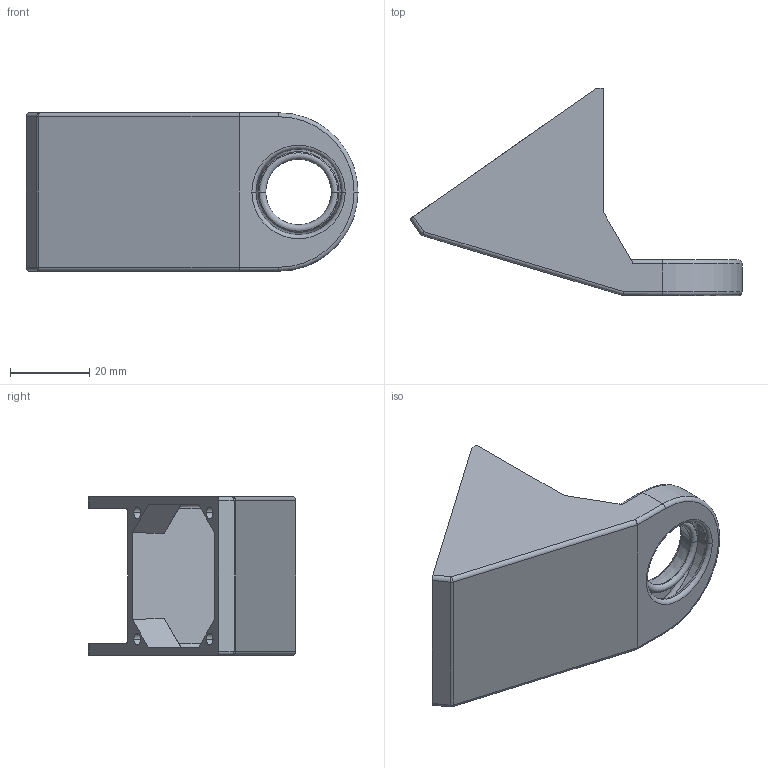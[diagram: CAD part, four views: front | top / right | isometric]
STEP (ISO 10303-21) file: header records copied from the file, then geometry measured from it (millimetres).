
FILE_DESCRIPTION (( 'STEP AP203' ), '1' );
FILE_NAME ('hotend-cooling-fan.step', '2016-02-29T21:23:16', ( '' ), ( '' ), 'SwSTEP 2.0', 'SolidWorks 2015', '' );
FILE_SCHEMA (( 'CONFIG_CONTROL_DESIGN' ));
Length unit declared in the file: millimetre
Products named in the file (1): hotend-cooling-fan
Bounding box: 83.77 x 52.3 x 40 mm (x, y, z)
Volume: 18087.1 mm3; surface area: 17218.6 mm2
Topology: 1 solids, 1 shells, 102 faces, 241 edges, 144 vertices
Faces by surface type: cylinder 37, plane 33, torus 20, cone 8, sphere 4
Entity records: 2984 total; most frequent: DIRECTION 535, CARTESIAN_POINT 528, ORIENTED_EDGE 478, EDGE_CURVE 239, AXIS2_PLACEMENT_3D 207, VERTEX_POINT 144, VECTOR 121, LINE 121
